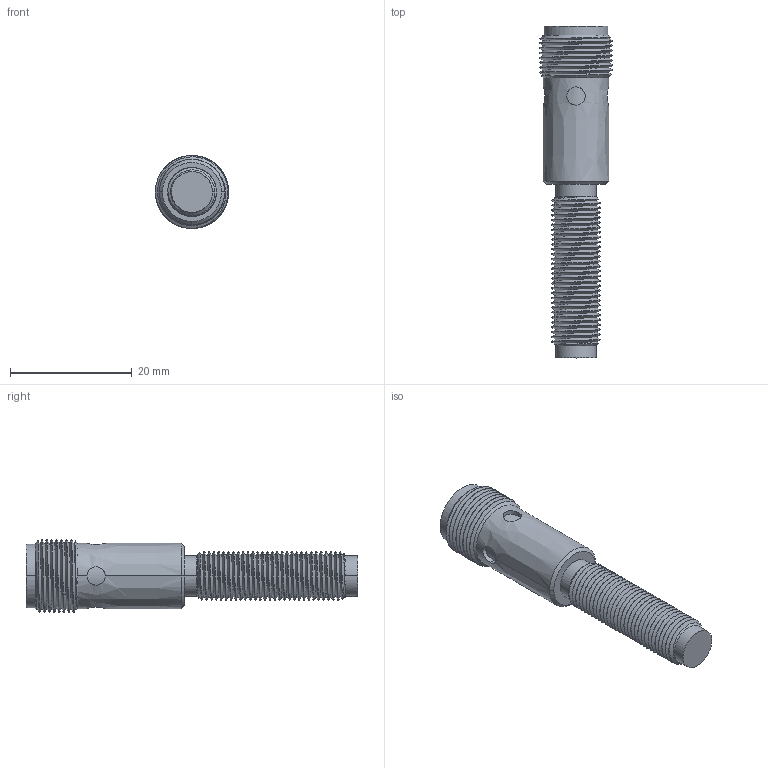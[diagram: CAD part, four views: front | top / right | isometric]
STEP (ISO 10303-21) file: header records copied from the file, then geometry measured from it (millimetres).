
FILE_DESCRIPTION( ('This file contains a STEP AP42 implementation' ,'as created by ZW3D STEP Interface translator.') ,'2;1' );
FILE_NAME( 'FCS1-0801X-XRS4.stp' ,'20 530. 85413', (''), ('ZWCAD Software Co.'), 'Version 1.0', 'ZW3D to STEP translator', '' );
FILE_SCHEMA(('AUTOMOTIVE_DESIGN'));
Length unit declared in the file: millimetre
Products named in the file (2): 0; FCS1-0801X-XRS4
Bounding box: 12 x 54.5 x 11.99 mm (x, y, z)
Volume: 3129.2 mm3; surface area: 2811.8 mm2
Topology: 1 solids, 1 shells, 163 faces, 458 edges, 298 vertices
Faces by surface type: bspline 163
Entity records: 14790 total; most frequent: CARTESIAN_POINT 12036, ORIENTED_EDGE 900, EDGE_CURVE 450, B_SPLINE_CURVE_WITH_KNOTS 367, VERTEX_POINT 298, EDGE_LOOP 172, FACE_OUTER_BOUND 163, ADVANCED_FACE 163
